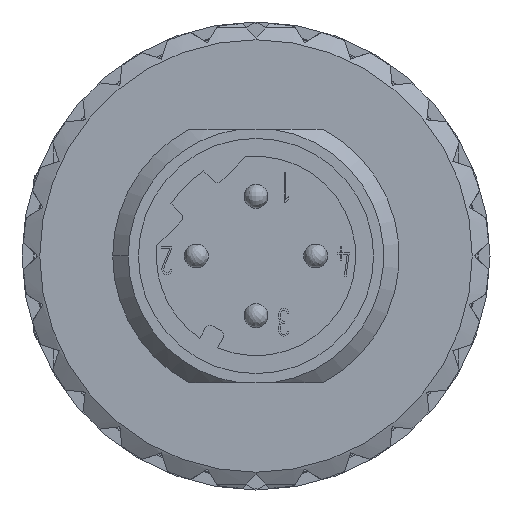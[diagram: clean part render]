
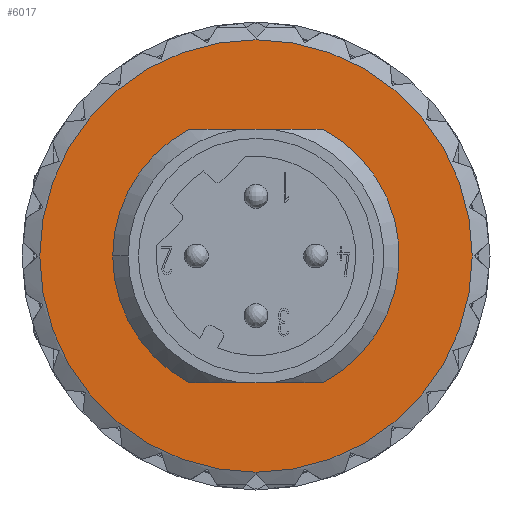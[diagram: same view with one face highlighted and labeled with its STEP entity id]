
A CAD part, left-side view. The second image highlights one B-rep face of the part: STEP entity #6017.
In plain terms, the highlighted face is planar.
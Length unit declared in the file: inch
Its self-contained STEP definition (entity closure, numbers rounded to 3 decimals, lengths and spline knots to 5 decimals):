
#2868 = CIRCLE ( 'NONE', #73023, 0.23622 ) ;
#5590 = VERTEX_POINT ( 'NONE', #34280 ) ;
#6017 = ADVANCED_FACE ( 'NONE', ( #44670, #42266 ), #36106, .T. ) ;
#8365 = LINE ( 'NONE', #93512, #46411 ) ;
#8842 = CARTESIAN_POINT ( 'NONE',  ( 0., 0.38583, 0. ) ) ;
#9524 = LINE ( 'NONE', #19188, #47549 ) ;
#10642 = DIRECTION ( 'NONE',  ( 0., 1., 0. ) ) ;
#11967 = ORIENTED_EDGE ( 'NONE', *, *, #26593, .F. ) ;
#13750 = VERTEX_POINT ( 'NONE', #75069 ) ;
#18748 = CARTESIAN_POINT ( 'NONE',  ( 0.20866, 0.38583, 0.11073 ) ) ;
#18978 = CARTESIAN_POINT ( 'NONE',  ( 0., 0.38583, 0. ) ) ;
#19188 = CARTESIAN_POINT ( 'NONE',  ( 0.20866, 0.38583, -0.40699 ) ) ;
#20055 = CIRCLE ( 'NONE', #95710, 0.35658 ) ;
#23272 = CARTESIAN_POINT ( 'NONE',  ( 0., 0.38583, 0. ) ) ;
#25046 = CARTESIAN_POINT ( 'NONE',  ( 0., 0.38583, 0. ) ) ;
#26593 = EDGE_CURVE ( 'NONE', #46712, #92569, #45057, .T. ) ;
#29501 = ORIENTED_EDGE ( 'NONE', *, *, #34640, .T. ) ;
#31119 = EDGE_CURVE ( 'NONE', #5590, #78722, #2868, .T. ) ;
#32168 = DIRECTION ( 'NONE',  ( 0., 0., 1. ) ) ;
#33381 = AXIS2_PLACEMENT_3D ( 'NONE', #70920, #78554, #63277 ) ;
#34269 = EDGE_CURVE ( 'NONE', #39377, #13750, #54792, .T. ) ;
#34280 = CARTESIAN_POINT ( 'NONE',  ( 0.20866, 0.38583, -0.11073 ) ) ;
#34368 = CARTESIAN_POINT ( 'NONE',  ( 0.35658, 0.38583, 0. ) ) ;
#34640 = EDGE_CURVE ( 'NONE', #78722, #39377, #8365, .T. ) ;
#34757 = EDGE_CURVE ( 'NONE', #50329, #5590, #9524, .T. ) ;
#36106 = PLANE ( 'NONE',  #42505 ) ;
#36414 = DIRECTION ( 'NONE',  ( 0., 0., -1. ) ) ;
#39377 = VERTEX_POINT ( 'NONE', #79711 ) ;
#41178 = EDGE_LOOP ( 'NONE', ( #11967, #86218 ) ) ;
#42266 = FACE_OUTER_BOUND ( 'NONE', #41178, .T. ) ;
#42400 = DIRECTION ( 'NONE',  ( 0., 0., -1. ) ) ;
#42505 = AXIS2_PLACEMENT_3D ( 'NONE', #73922, #65657, #36414 ) ;
#42722 = ORIENTED_EDGE ( 'NONE', *, *, #58123, .T. ) ;
#44670 = FACE_BOUND ( 'NONE', #49501, .T. ) ;
#45057 = CIRCLE ( 'NONE', #33381, 0.35658 ) ;
#46411 = VECTOR ( 'NONE', #32168, 39.37008 ) ;
#46712 = VERTEX_POINT ( 'NONE', #93627 ) ;
#47549 = VECTOR ( 'NONE', #42400, 39.37008 ) ;
#49501 = EDGE_LOOP ( 'NONE', ( #29501, #78459, #42722, #56872, #67676 ) ) ;
#50329 = VERTEX_POINT ( 'NONE', #18748 ) ;
#54792 = CIRCLE ( 'NONE', #57310, 0.23622 ) ;
#56872 = ORIENTED_EDGE ( 'NONE', *, *, #34757, .T. ) ;
#57310 = AXIS2_PLACEMENT_3D ( 'NONE', #18978, #10642, #86658 ) ;
#58123 = EDGE_CURVE ( 'NONE', #13750, #50329, #93015, .T. ) ;
#61367 = AXIS2_PLACEMENT_3D ( 'NONE', #25046, #86760, #78159 ) ;
#62432 = DIRECTION ( 'NONE',  ( 0., 1., 0. ) ) ;
#63277 = DIRECTION ( 'NONE',  ( -1., 0., 0. ) ) ;
#65657 = DIRECTION ( 'NONE',  ( 0., -1., 0. ) ) ;
#67676 = ORIENTED_EDGE ( 'NONE', *, *, #31119, .T. ) ;
#70920 = CARTESIAN_POINT ( 'NONE',  ( 0., 0.38583, 0. ) ) ;
#73023 = AXIS2_PLACEMENT_3D ( 'NONE', #8842, #92852, #85863 ) ;
#73922 = CARTESIAN_POINT ( 'NONE',  ( 0.00783, 0.38583, -0.40699 ) ) ;
#75069 = CARTESIAN_POINT ( 'NONE',  ( 0., 0.38583, 0.23622 ) ) ;
#78159 = DIRECTION ( 'NONE',  ( 0., 0., 1. ) ) ;
#78202 = EDGE_CURVE ( 'NONE', #92569, #46712, #20055, .T. ) ;
#78459 = ORIENTED_EDGE ( 'NONE', *, *, #34269, .T. ) ;
#78554 = DIRECTION ( 'NONE',  ( 0., 1., 0. ) ) ;
#78722 = VERTEX_POINT ( 'NONE', #97743 ) ;
#79711 = CARTESIAN_POINT ( 'NONE',  ( -0.20866, 0.38583, 0.11073 ) ) ;
#85325 = DIRECTION ( 'NONE',  ( -1., 0., 0. ) ) ;
#85863 = DIRECTION ( 'NONE',  ( 0., 0., 1. ) ) ;
#86218 = ORIENTED_EDGE ( 'NONE', *, *, #78202, .F. ) ;
#86658 = DIRECTION ( 'NONE',  ( 0., 0., 1. ) ) ;
#86760 = DIRECTION ( 'NONE',  ( 0., 1., 0. ) ) ;
#92569 = VERTEX_POINT ( 'NONE', #34368 ) ;
#92852 = DIRECTION ( 'NONE',  ( 0., 1., 0. ) ) ;
#93015 = CIRCLE ( 'NONE', #61367, 0.23622 ) ;
#93512 = CARTESIAN_POINT ( 'NONE',  ( -0.20866, 0.38583, -0.40699 ) ) ;
#93627 = CARTESIAN_POINT ( 'NONE',  ( -0.35658, 0.38583, 0. ) ) ;
#95710 = AXIS2_PLACEMENT_3D ( 'NONE', #23272, #62432, #85325 ) ;
#97743 = CARTESIAN_POINT ( 'NONE',  ( -0.20866, 0.38583, -0.11073 ) ) ;
